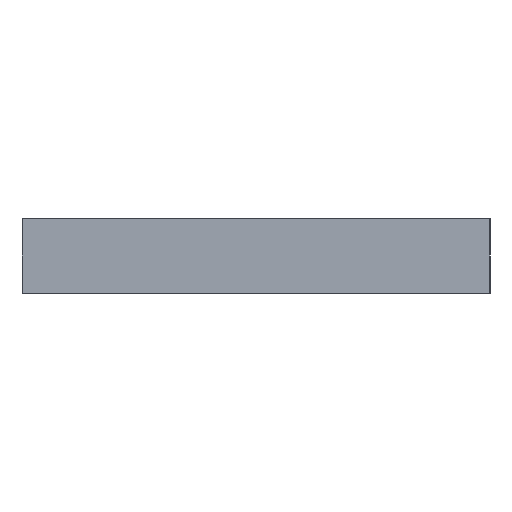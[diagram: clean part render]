
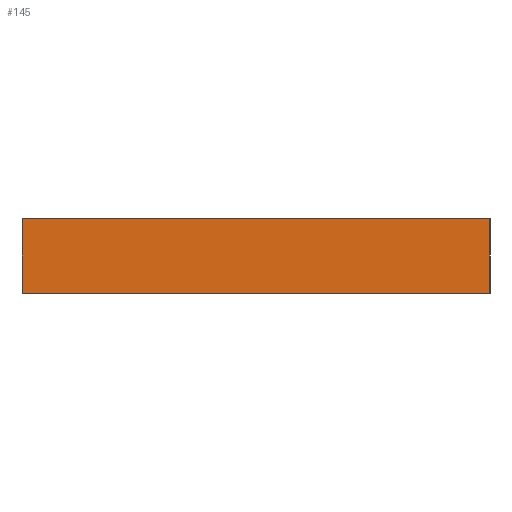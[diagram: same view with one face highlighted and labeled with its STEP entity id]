
A CAD part, left-side view. The second image highlights one B-rep face of the part: STEP entity #145.
In plain terms, the highlighted planar face has unit normal (-1, 0, 0).
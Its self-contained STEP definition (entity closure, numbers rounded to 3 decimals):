
#109=AXIS2_PLACEMENT_3D('Plane Axis2P3D',#106,#107,#108) ;
#106=CARTESIAN_POINT('Axis2P3D Location',(0.,25.,0.)) ;
#111=CARTESIAN_POINT('Line Origine',(0.,25.,2.)) ;
#115=CARTESIAN_POINT('Vertex',(0.,25.,0.)) ;
#117=CARTESIAN_POINT('Vertex',(0.,25.,4.)) ;
#120=CARTESIAN_POINT('Line Origine',(0.,12.5,0.)) ;
#124=CARTESIAN_POINT('Vertex',(0.,0.,0.)) ;
#127=CARTESIAN_POINT('Line Origine',(0.,0.,2.)) ;
#131=CARTESIAN_POINT('Vertex',(0.,0.,4.)) ;
#134=CARTESIAN_POINT('Line Origine',(0.,12.5,4.)) ;
#107=DIRECTION('Axis2P3D Direction',(-1.,0.,0.)) ;
#108=DIRECTION('Axis2P3D XDirection',(0.,-1.,0.)) ;
#112=DIRECTION('Vector Direction',(0.,0.,1.)) ;
#121=DIRECTION('Vector Direction',(0.,-1.,0.)) ;
#128=DIRECTION('Vector Direction',(0.,0.,1.)) ;
#135=DIRECTION('Vector Direction',(0.,-1.,0.)) ;
#113=VECTOR('Line Direction',#112,1.) ;
#122=VECTOR('Line Direction',#121,1.) ;
#129=VECTOR('Line Direction',#128,1.) ;
#136=VECTOR('Line Direction',#135,1.) ;
#140=ORIENTED_EDGE('',*,*,#119,.F.) ;
#141=ORIENTED_EDGE('',*,*,#126,.T.) ;
#142=ORIENTED_EDGE('',*,*,#133,.T.) ;
#143=ORIENTED_EDGE('',*,*,#138,.F.) ;
#145=ADVANCED_FACE('V1',(#144),#110,.T.) ;
#119=EDGE_CURVE('',#116,#118,#114,.T.) ;
#126=EDGE_CURVE('',#116,#125,#123,.T.) ;
#133=EDGE_CURVE('',#125,#132,#130,.T.) ;
#138=EDGE_CURVE('',#118,#132,#137,.T.) ;
#139=EDGE_LOOP('',(#140,#141,#142,#143)) ;
#144=FACE_OUTER_BOUND('',#139,.T.) ;
#114=LINE('Line',#111,#113) ;
#123=LINE('Line',#120,#122) ;
#130=LINE('Line',#127,#129) ;
#137=LINE('Line',#134,#136) ;
#110=PLANE('',#109) ;
#116=VERTEX_POINT('',#115) ;
#118=VERTEX_POINT('',#117) ;
#125=VERTEX_POINT('',#124) ;
#132=VERTEX_POINT('',#131) ;
